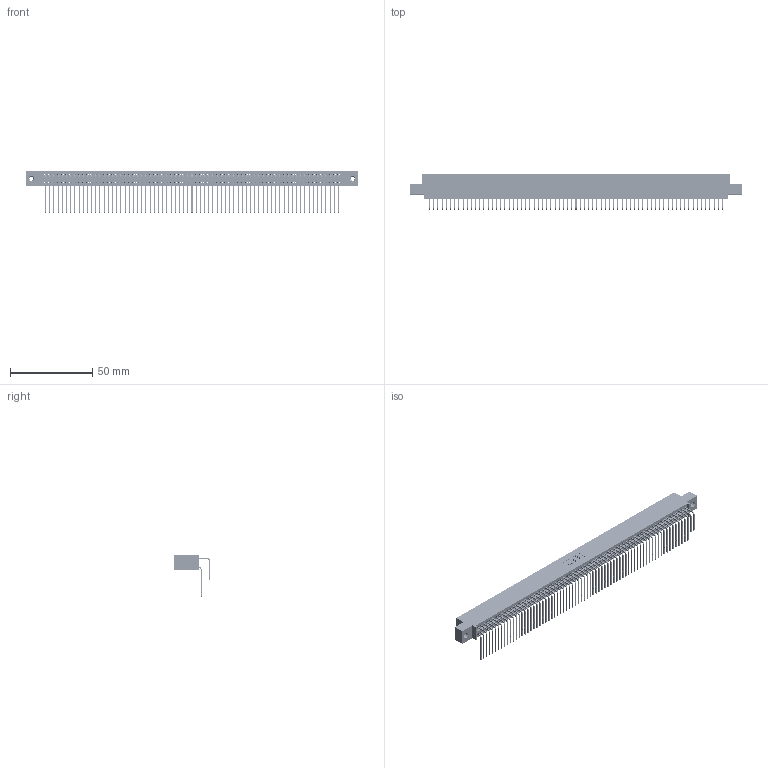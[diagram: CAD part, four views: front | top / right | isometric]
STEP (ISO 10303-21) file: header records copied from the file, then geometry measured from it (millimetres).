
FILE_DESCRIPTION (( 'STEP AP203' ), '1' );
FILE_NAME ('395-142-558-507.STEP', '2018-12-06T04:42:11', ( '' ), ( '' ), 'SwSTEP 2.0', 'SolidWorks 2016', '' );
FILE_SCHEMA (( 'CONFIG_CONTROL_DESIGN' ));
Length unit declared in the file: inch
Products named in the file (5): 345-292-001_558 559 Tail - 1; 345-250-001_345-250-005-103; 395-142-558-507; 345-292-001_558 Tail - 2; 345 Part_0.110 Offset - 0.156 Dia-TI
Assembly tree (145 placements, depth 2):
  395-142-558-507
    345 Part_0.110 Offset - 0.156 Dia-TI
    345-292-001_558 559 Tail - 1  x71
    345-292-001_558 Tail - 2  x71
    345-250-001_345-250-005-103  x2
Bounding box: 201.55 x 21.83 x 25.53 mm (x, y, z)
Volume: 20580.1 mm3; surface area: 34955.3 mm2
Topology: 145 solids, 145 shells, 7574 faces, 22499 edges, 14802 vertices
Faces by surface type: plane 5086, cylinder 2472, cone 12, torus 4
Entity records: 54774 total; most frequent: CARTESIAN_POINT 9182, ORIENTED_EDGE 9058, DIRECTION 8059, EDGE_CURVE 4529, LINE 4053, VECTOR 4053, VERTEX_POINT 3012, AXIS2_PLACEMENT_3D 2003
